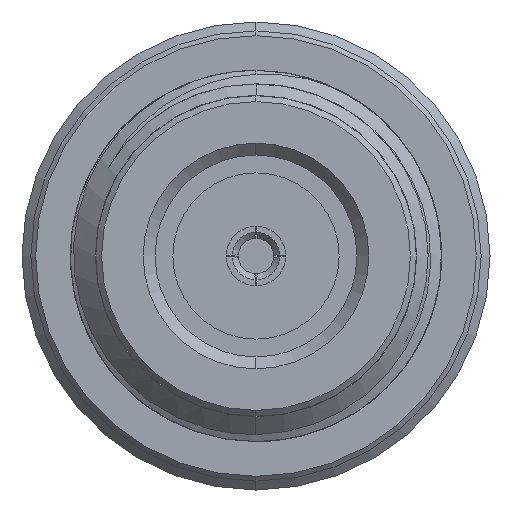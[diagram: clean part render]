
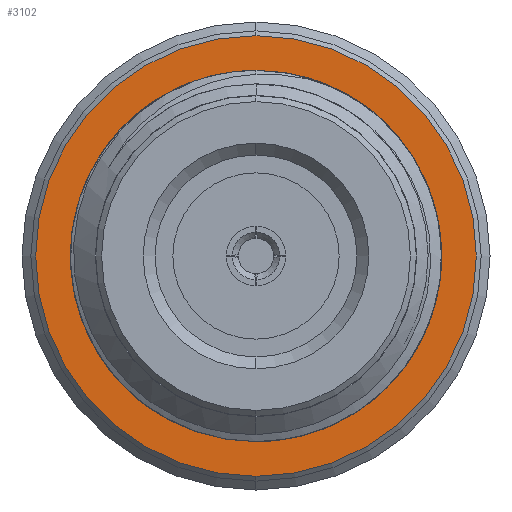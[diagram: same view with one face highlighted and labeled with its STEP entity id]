
A CAD part, left-side view. The second image highlights one B-rep face of the part: STEP entity #3102.
In plain terms, the highlighted planar face has unit normal (-1, 0, 0).
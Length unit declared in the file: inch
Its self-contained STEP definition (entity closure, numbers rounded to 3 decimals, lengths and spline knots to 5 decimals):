
#13 = DIRECTION ( 'NONE',  ( -1., 0., 0. ) ) ;
#94 = FACE_BOUND ( 'NONE', #5498, .T. ) ;
#264 = VERTEX_POINT ( 'NONE', #1828 ) ;
#307 = ORIENTED_EDGE ( 'NONE', *, *, #2967, .T. ) ;
#423 = CARTESIAN_POINT ( 'NONE',  ( 0.1065, 0., -0.371 ) ) ;
#517 = CARTESIAN_POINT ( 'NONE',  ( 0.1065, 0., 0. ) ) ;
#1083 = DIRECTION ( 'NONE',  ( 0., 0., -1. ) ) ;
#1132 = DIRECTION ( 'NONE',  ( 1., 0., 0. ) ) ;
#1641 = DIRECTION ( 'NONE',  ( 0., 0., -1. ) ) ;
#1719 = CARTESIAN_POINT ( 'NONE',  ( 0.1065, 0., 0. ) ) ;
#1828 = CARTESIAN_POINT ( 'NONE',  ( 0.1065, 0., 0.25 ) ) ;
#1851 = VERTEX_POINT ( 'NONE', #423 ) ;
#1926 = AXIS2_PLACEMENT_3D ( 'NONE', #1719, #1132, #3468 ) ;
#2099 = ORIENTED_EDGE ( 'NONE', *, *, #4742, .F. ) ;
#2362 = CARTESIAN_POINT ( 'NONE',  ( 0.1065, 0., 0.371 ) ) ;
#2662 = CIRCLE ( 'NONE', #3383, 0.371 ) ;
#2755 = CIRCLE ( 'NONE', #4935, 0.25 ) ;
#2783 = CIRCLE ( 'NONE', #7044, 0.371 ) ;
#2943 = DIRECTION ( 'NONE',  ( -1., 0., 0. ) ) ;
#2967 = EDGE_CURVE ( 'NONE', #5115, #1851, #2783, .T. ) ;
#3102 = ADVANCED_FACE ( 'NONE', ( #6356, #94 ), #6944, .F. ) ;
#3173 = DIRECTION ( 'NONE',  ( -1., 0., 0. ) ) ;
#3291 = EDGE_CURVE ( 'NONE', #1851, #5115, #2662, .T. ) ;
#3383 = AXIS2_PLACEMENT_3D ( 'NONE', #5969, #6308, #1083 ) ;
#3468 = DIRECTION ( 'NONE',  ( 0., 0., -1. ) ) ;
#3511 = CARTESIAN_POINT ( 'NONE',  ( 0.1065, 0., 0. ) ) ;
#4080 = ORIENTED_EDGE ( 'NONE', *, *, #3291, .T. ) ;
#4216 = EDGE_CURVE ( 'NONE', #264, #6011, #6378, .T. ) ;
#4308 = CARTESIAN_POINT ( 'NONE',  ( 0.1065, 0., -0.25 ) ) ;
#4742 = EDGE_CURVE ( 'NONE', #6011, #264, #2755, .T. ) ;
#4935 = AXIS2_PLACEMENT_3D ( 'NONE', #3511, #2943, #1641 ) ;
#5115 = VERTEX_POINT ( 'NONE', #2362 ) ;
#5498 = EDGE_LOOP ( 'NONE', ( #7399, #2099 ) ) ;
#5507 = DIRECTION ( 'NONE',  ( 0., 0., -1. ) ) ;
#5969 = CARTESIAN_POINT ( 'NONE',  ( 0.1065, 0., 0. ) ) ;
#6011 = VERTEX_POINT ( 'NONE', #4308 ) ;
#6072 = CARTESIAN_POINT ( 'NONE',  ( 0.1065, 0., 0. ) ) ;
#6308 = DIRECTION ( 'NONE',  ( -1., 0., 0. ) ) ;
#6356 = FACE_OUTER_BOUND ( 'NONE', #7284, .T. ) ;
#6378 = CIRCLE ( 'NONE', #7368, 0.25 ) ;
#6474 = DIRECTION ( 'NONE',  ( 0., 0., -1. ) ) ;
#6944 = PLANE ( 'NONE',  #1926 ) ;
#7044 = AXIS2_PLACEMENT_3D ( 'NONE', #517, #13, #6474 ) ;
#7284 = EDGE_LOOP ( 'NONE', ( #4080, #307 ) ) ;
#7368 = AXIS2_PLACEMENT_3D ( 'NONE', #6072, #3173, #5507 ) ;
#7399 = ORIENTED_EDGE ( 'NONE', *, *, #4216, .F. ) ;
